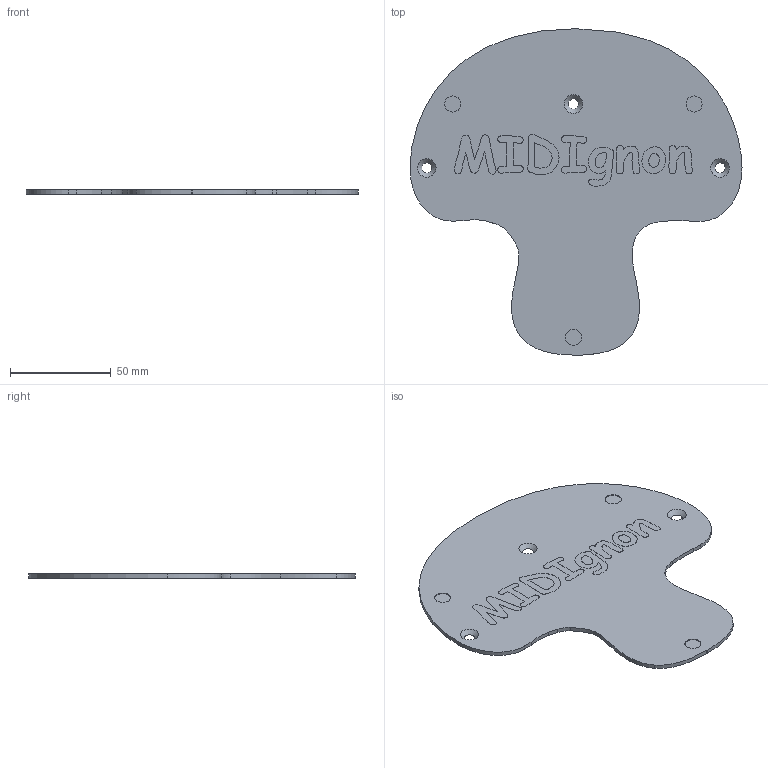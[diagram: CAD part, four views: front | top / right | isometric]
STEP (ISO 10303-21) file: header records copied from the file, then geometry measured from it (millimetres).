
FILE_DESCRIPTION(/* description */ (''),/* implementation_level */ '2;1');
FILE_NAME(/* name */ 'mushroomMidiCap.step',/* time_stamp */ '2025-12-14T15:57:00+01:00',/* author */ (''),/* organization */ (''),/* preprocessor_version */ 'ST-DEVELOPER v20.1',/* originating_system */ 'Autodesk Translation Framework v14.21.0.0',/* authorisation */ '');
FILE_SCHEMA (('AUTOMOTIVE_DESIGN { 1 0 10303 214 3 1 1 }'));
Length unit declared in the file: millimetre
Products named in the file (1): mushroomMidi
Bounding box: 165.15 x 162.45 x 2 mm (x, y, z)
Volume: 34313.9 mm3; surface area: 37729.7 mm2
Topology: 9 solids, 9 shells, 279 faces, 774 edges, 516 vertices
Faces by surface type: bspline 238, plane 35, cylinder 3, cone 3
Full cylindrical faces by diameter (mm): 8 x3
Entity records: 11741 total; most frequent: CARTESIAN_POINT 6174, ORIENTED_EDGE 1548, EDGE_CURVE 774, VERTEX_POINT 516, B_SPLINE_CURVE_WITH_KNOTS 476, DIRECTION 394, EDGE_LOOP 294, LINE 286
